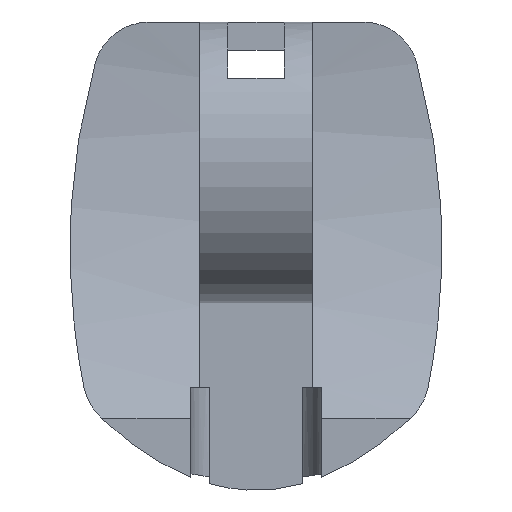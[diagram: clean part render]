
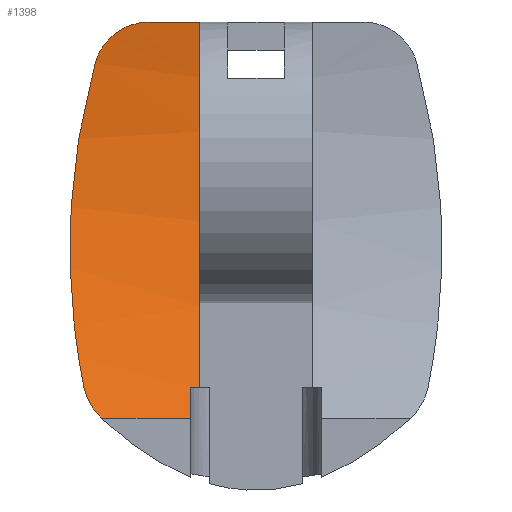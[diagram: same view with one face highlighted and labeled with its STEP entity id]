
A CAD part, front view. The second image highlights one B-rep face of the part: STEP entity #1398.
In plain terms, the highlighted free-form (B-spline) face has degree [2, 1] with [3, 2] control points.
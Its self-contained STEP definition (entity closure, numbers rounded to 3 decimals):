
#20 = CARTESIAN_POINT ( 'NONE',  ( -10.029, 6.62, 0.646 ) ) ;
#36 = B_SPLINE_CURVE_WITH_KNOTS ( 'NONE', 3,
 ( #1866, #1574, #571, #1743, #713, #1373, #2088, #1566, #2071, #551, #43, #2049, #724, #1382, #1890, #1902 ),
 .UNSPECIFIED., .F., .F.,
 ( 4, 2, 2, 2, 2, 2, 2, 4 ),
 ( 0.002, 0.005, 0.007, 0.011, 0.013, 0.014, 0.016, 0.021 ),
 .UNSPECIFIED. ) ;
#43 = CARTESIAN_POINT ( 'NONE',  ( -9.925, 4.145, -0.495 ) ) ;
#46 = CARTESIAN_POINT ( 'NONE',  ( -6.348, 5.385, 12.447 ) ) ;
#63 = LINE ( 'NONE', #1245, #1367 ) ;
#66 = CARTESIAN_POINT ( 'NONE',  ( -9.128, 0.929, -7.292 ) ) ;
#76 = CARTESIAN_POINT ( 'NONE',  ( -3., 6.62, 0.646 ) ) ;
#134 = CARTESIAN_POINT ( 'NONE',  ( -3., 1.11, -7. ) ) ;
#147 = LINE ( 'NONE', #1337, #2138 ) ;
#157 = CARTESIAN_POINT ( 'NONE',  ( -8.319, 0.056, -8.589 ) ) ;
#177 = CARTESIAN_POINT ( 'NONE',  ( -3., 1.11, -7. ) ) ;
#215 = B_SPLINE_CURVE_WITH_KNOTS ( 'NONE', 3,
 ( #1210, #1924, #46, #880, #220, #370, #727, #2074, #743, #716, #412, #1082 ),
 .UNSPECIFIED., .F., .F.,
 ( 4, 2, 2, 2, 2, 4 ),
 ( 0., 0.001, 0.002, 0.003, 0.003, 0.004 ),
 .UNSPECIFIED. ) ;
#220 = CARTESIAN_POINT ( 'NONE',  ( -7.256, 5.421, 12.085 ) ) ;
#238 = VERTEX_POINT ( 'NONE', #1019 ) ;
#241 = B_SPLINE_SURFACE_WITH_KNOTS ( 'NONE', 2, 1, ( 
 ( #245, #1599 ),
 ( #20, #76 ),
 ( #746, #1556 ) ),
 .UNSPECIFIED., .F., .F., .F.,
 ( 3, 3 ),
 ( 2, 2 ),
 ( 0.177, 1. ),
 ( 0., 1. ),
 .UNSPECIFIED. ) ;
#245 = CARTESIAN_POINT ( 'NONE',  ( -10.029, 0., -8.668 ) ) ;
#353 = B_SPLINE_CURVE_WITH_KNOTS ( 'NONE', 2,
 ( #134, #1830, #1517 ),
 .UNSPECIFIED., .F., .F.,
 ( 3, 3 ),
 ( 0.25, 1. ),
 .UNSPECIFIED. ) ;
#364 = ORIENTED_EDGE ( 'NONE', *, *, #1259, .T. ) ;
#367 = DIRECTION ( 'NONE',  ( -1., 0., 0. ) ) ;
#370 = CARTESIAN_POINT ( 'NONE',  ( -7.776, 5.456, 11.688 ) ) ;
#412 = CARTESIAN_POINT ( 'NONE',  ( -8.546, 5.536, 10.454 ) ) ;
#418 = VERTEX_POINT ( 'NONE', #177 ) ;
#488 = CARTESIAN_POINT ( 'NONE',  ( -8.237, 0., -8.668 ) ) ;
#551 = CARTESIAN_POINT ( 'NONE',  ( -9.933, 4.261, -0.128 ) ) ;
#571 = CARTESIAN_POINT ( 'NONE',  ( -8.973, 5.584, 8.816 ) ) ;
#572 = CARTESIAN_POINT ( 'NONE',  ( -8.237, 0., -8.668 ) ) ;
#589 = ORIENTED_EDGE ( 'NONE', *, *, #961, .T. ) ;
#591 = ORIENTED_EDGE ( 'NONE', *, *, #2166, .T. ) ;
#614 = CARTESIAN_POINT ( 'NONE',  ( -3., 5.379, 12.5 ) ) ;
#654 = CARTESIAN_POINT ( 'NONE',  ( -3.5, 0.586, -7.844 ) ) ;
#686 = VERTEX_POINT ( 'NONE', #1993 ) ;
#713 = CARTESIAN_POINT ( 'NONE',  ( -9.427, 5.506, 6.56 ) ) ;
#715 = CARTESIAN_POINT ( 'NONE',  ( -8.292, 0.038, -8.615 ) ) ;
#716 = CARTESIAN_POINT ( 'NONE',  ( -8.49, 5.528, 10.607 ) ) ;
#724 = CARTESIAN_POINT ( 'NONE',  ( -9.839, 3.504, -2.295 ) ) ;
#727 = CARTESIAN_POINT ( 'NONE',  ( -8., 5.475, 11.451 ) ) ;
#743 = CARTESIAN_POINT ( 'NONE',  ( -8.355, 5.512, 10.902 ) ) ;
#746 = CARTESIAN_POINT ( 'NONE',  ( -10.029, 5.379, 12.5 ) ) ;
#776 = CARTESIAN_POINT ( 'NONE',  ( -6.515, 1.11, -7. ) ) ;
#789 = ORIENTED_EDGE ( 'NONE', *, *, #2007, .F. ) ;
#813 = EDGE_CURVE ( 'NONE', #837, #1861, #215, .T. ) ;
#835 = VERTEX_POINT ( 'NONE', #614 ) ;
#837 = VERTEX_POINT ( 'NONE', #1968 ) ;
#880 = CARTESIAN_POINT ( 'NONE',  ( -6.969, 5.406, 12.238 ) ) ;
#961 = EDGE_CURVE ( 'NONE', #238, #1231, #1274, .T. ) ;
#991 = ORIENTED_EDGE ( 'NONE', *, *, #1712, .T. ) ;
#1019 = CARTESIAN_POINT ( 'NONE',  ( -3.5, 0., -8.668 ) ) ;
#1027 = VERTEX_POINT ( 'NONE', #488 ) ;
#1046 = CARTESIAN_POINT ( 'NONE',  ( -9.188, 1.115, -6.992 ) ) ;
#1052 = EDGE_CURVE ( 'NONE', #238, #1027, #147, .T. ) ;
#1082 = CARTESIAN_POINT ( 'NONE',  ( -8.59, 5.543, 10.296 ) ) ;
#1110 = EDGE_CURVE ( 'NONE', #1861, #686, #36, .T. ) ;
#1111 = CARTESIAN_POINT ( 'NONE',  ( -3.5, 1.11, -7. ) ) ;
#1146 = CARTESIAN_POINT ( 'NONE',  ( -3.5, 1.11, -7. ) ) ;
#1188 = VECTOR ( 'NONE', #1906, 1000. ) ;
#1210 = CARTESIAN_POINT ( 'NONE',  ( -5.699, 5.379, 12.5 ) ) ;
#1231 = VERTEX_POINT ( 'NONE', #1111 ) ;
#1245 = CARTESIAN_POINT ( 'NONE',  ( -10.212, 5.379, 12.5 ) ) ;
#1259 = EDGE_CURVE ( 'NONE', #418, #835, #353, .T. ) ;
#1274 = B_SPLINE_CURVE_WITH_KNOTS ( 'NONE', 2,
 ( #1680, #654, #1146 ),
 .UNSPECIFIED., .F., .F.,
 ( 3, 3 ),
 ( 0.177, 0.25 ),
 .UNSPECIFIED. ) ;
#1286 = VERTEX_POINT ( 'NONE', #157 ) ;
#1302 = B_SPLINE_CURVE_WITH_KNOTS ( 'NONE', 3,
 ( #1046, #66, #1926, #1757, #1731, #1386 ),
 .UNSPECIFIED., .F., .F.,
 ( 4, 2, 4 ),
 ( 0., 0.001, 0.002 ),
 .UNSPECIFIED. ) ;
#1337 = CARTESIAN_POINT ( 'NONE',  ( -10.212, 0., -8.668 ) ) ;
#1367 = VECTOR ( 'NONE', #2051, 1000. ) ;
#1373 = CARTESIAN_POINT ( 'NONE',  ( -9.761, 5.294, 4.308 ) ) ;
#1382 = CARTESIAN_POINT ( 'NONE',  ( -9.645, 2.609, -4.381 ) ) ;
#1386 = CARTESIAN_POINT ( 'NONE',  ( -8.319, 0.056, -8.589 ) ) ;
#1398 = ADVANCED_FACE ( 'NONE', ( #2035 ), #241, .F. ) ;
#1515 = ORIENTED_EDGE ( 'NONE', *, *, #1052, .F. ) ;
#1517 = CARTESIAN_POINT ( 'NONE',  ( -3., 5.379, 12.5 ) ) ;
#1556 = CARTESIAN_POINT ( 'NONE',  ( -3., 5.379, 12.5 ) ) ;
#1566 = CARTESIAN_POINT ( 'NONE',  ( -9.933, 4.578, 0.974 ) ) ;
#1574 = CARTESIAN_POINT ( 'NONE',  ( -8.792, 5.575, 9.559 ) ) ;
#1599 = CARTESIAN_POINT ( 'NONE',  ( -3., 0., -8.668 ) ) ;
#1680 = CARTESIAN_POINT ( 'NONE',  ( -3.5, 0., -8.668 ) ) ;
#1712 = EDGE_CURVE ( 'NONE', #686, #1286, #1302, .T. ) ;
#1718 = CARTESIAN_POINT ( 'NONE',  ( -8.264, 0.019, -8.642 ) ) ;
#1731 = CARTESIAN_POINT ( 'NONE',  ( -8.551, 0.214, -8.365 ) ) ;
#1743 = CARTESIAN_POINT ( 'NONE',  ( -9.29, 5.549, 7.316 ) ) ;
#1757 = CARTESIAN_POINT ( 'NONE',  ( -8.739, 0.389, -8.111 ) ) ;
#1758 = LINE ( 'NONE', #776, #1188 ) ;
#1763 = ORIENTED_EDGE ( 'NONE', *, *, #1110, .T. ) ;
#1774 = EDGE_LOOP ( 'NONE', ( #789, #1828, #1763, #991, #1851, #1515, #589, #591, #364 ) ) ;
#1828 = ORIENTED_EDGE ( 'NONE', *, *, #813, .T. ) ;
#1830 = CARTESIAN_POINT ( 'NONE',  ( -3., 6.511, 1.695 ) ) ;
#1851 = ORIENTED_EDGE ( 'NONE', *, *, #2019, .T. ) ;
#1861 = VERTEX_POINT ( 'NONE', #1947 ) ;
#1866 = CARTESIAN_POINT ( 'NONE',  ( -8.59, 5.543, 10.296 ) ) ;
#1890 = CARTESIAN_POINT ( 'NONE',  ( -9.443, 1.909, -5.713 ) ) ;
#1902 = CARTESIAN_POINT ( 'NONE',  ( -9.188, 1.115, -6.992 ) ) ;
#1903 = CARTESIAN_POINT ( 'NONE',  ( -8.319, 0.056, -8.589 ) ) ;
#1906 = DIRECTION ( 'NONE',  ( 1., 0., 0. ) ) ;
#1924 = CARTESIAN_POINT ( 'NONE',  ( -6.028, 5.379, 12.5 ) ) ;
#1926 = CARTESIAN_POINT ( 'NONE',  ( -9.026, 0.746, -7.575 ) ) ;
#1947 = CARTESIAN_POINT ( 'NONE',  ( -8.59, 5.543, 10.296 ) ) ;
#1968 = CARTESIAN_POINT ( 'NONE',  ( -5.699, 5.379, 12.5 ) ) ;
#1993 = CARTESIAN_POINT ( 'NONE',  ( -9.188, 1.115, -6.992 ) ) ;
#2007 = EDGE_CURVE ( 'NONE', #837, #835, #63, .T. ) ;
#2019 = EDGE_CURVE ( 'NONE', #1286, #1027, #2172, .T. ) ;
#2035 = FACE_OUTER_BOUND ( 'NONE', #1774, .T. ) ;
#2049 = CARTESIAN_POINT ( 'NONE',  ( -9.886, 3.777, -1.584 ) ) ;
#2051 = DIRECTION ( 'NONE',  ( 1., 0., 0. ) ) ;
#2071 = CARTESIAN_POINT ( 'NONE',  ( -9.937, 4.478, 0.606 ) ) ;
#2074 = CARTESIAN_POINT ( 'NONE',  ( -8.274, 5.503, 11.045 ) ) ;
#2088 = CARTESIAN_POINT ( 'NONE',  ( -9.888, 5.042, 2.818 ) ) ;
#2138 = VECTOR ( 'NONE', #367, 1000. ) ;
#2166 = EDGE_CURVE ( 'NONE', #1231, #418, #1758, .T. ) ;
#2172 = B_SPLINE_CURVE_WITH_KNOTS ( 'NONE', 3,
 ( #1903, #715, #1718, #572 ),
 .UNSPECIFIED., .F., .F.,
 ( 4, 4 ),
 ( 0.001, 0.001 ),
 .UNSPECIFIED. ) ;
